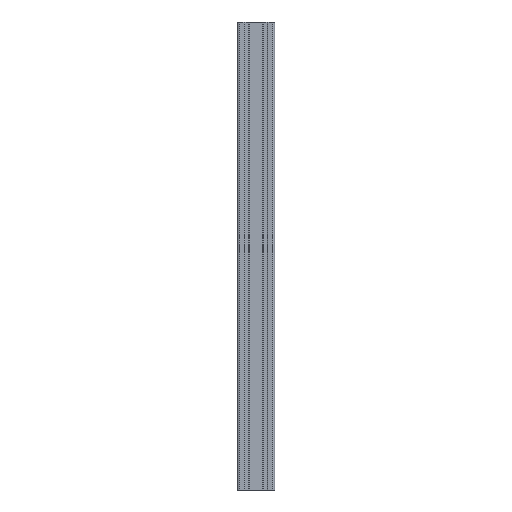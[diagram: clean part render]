
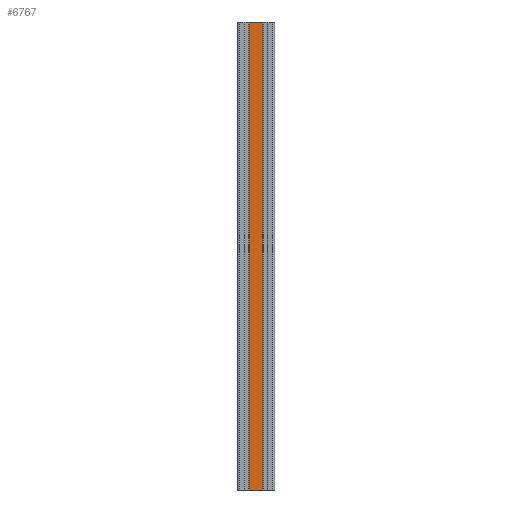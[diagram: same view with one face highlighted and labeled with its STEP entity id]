
A CAD part, front view. The second image highlights one B-rep face of the part: STEP entity #6767.
In plain terms, the highlighted planar face has unit normal (0, -1, 0).
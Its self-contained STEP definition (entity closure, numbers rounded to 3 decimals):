
#169=PLANE('',#7471);
#481=FACE_OUTER_BOUND('',#845,.T.);
#845=EDGE_LOOP('',(#6065,#6066,#6067,#6068));
#994=LINE('',#9958,#1650);
#1114=LINE('',#10460,#1770);
#1501=LINE('',#11512,#2157);
#1502=LINE('',#11514,#2158);
#1650=VECTOR('',#7810,29.);
#1770=VECTOR('',#8218,29.);
#2157=VECTOR('',#9413,1000.);
#2158=VECTOR('',#9416,1000.);
#2756=VERTEX_POINT('',#9955);
#2757=VERTEX_POINT('',#9957);
#2994=VERTEX_POINT('',#10457);
#2995=VERTEX_POINT('',#10459);
#3437=EDGE_CURVE('',#2756,#2757,#994,.T.);
#3688=EDGE_CURVE('',#2994,#2995,#1114,.T.);
#4213=EDGE_CURVE('',#2756,#2995,#1501,.T.);
#4214=EDGE_CURVE('',#2757,#2994,#1502,.T.);
#6065=ORIENTED_EDGE('',*,*,#4213,.T.);
#6066=ORIENTED_EDGE('',*,*,#3688,.F.);
#6067=ORIENTED_EDGE('',*,*,#4214,.F.);
#6068=ORIENTED_EDGE('',*,*,#3437,.F.);
#6767=ADVANCED_FACE('',(#481),#169,.T.);
#7471=AXIS2_PLACEMENT_3D('',#11513,#9414,#9415);
#7810=DIRECTION('',(-1.,0.,0.));
#8218=DIRECTION('',(1.,0.,0.));
#9413=DIRECTION('',(0.,0.,1.));
#9414=DIRECTION('center_axis',(0.,-1.,0.));
#9415=DIRECTION('ref_axis',(1.,0.,0.));
#9416=DIRECTION('',(0.,0.,1.));
#9955=CARTESIAN_POINT('',(14.5,-40.,-500.));
#9957=CARTESIAN_POINT('',(-14.5,-40.,-500.));
#9958=CARTESIAN_POINT('',(-14.5,-40.,-500.));
#10457=CARTESIAN_POINT('',(-14.5,-40.,500.));
#10459=CARTESIAN_POINT('',(14.5,-40.,500.));
#10460=CARTESIAN_POINT('',(-14.5,-40.,500.));
#11512=CARTESIAN_POINT('',(14.5,-40.,0.));
#11513=CARTESIAN_POINT('Origin',(-14.5,-40.,0.));
#11514=CARTESIAN_POINT('',(-14.5,-40.,0.));
